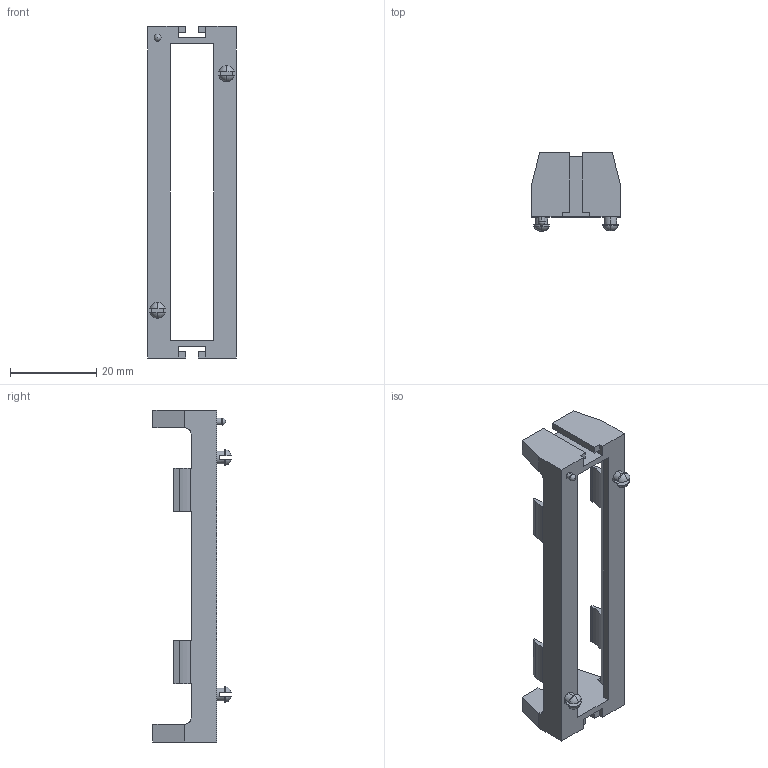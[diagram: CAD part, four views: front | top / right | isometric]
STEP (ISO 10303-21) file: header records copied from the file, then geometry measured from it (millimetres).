
FILE_DESCRIPTION (( 'STEP AP214' ), '1' );
FILE_NAME ('User Library-KEYS1042.STEP', '2022-04-01T20:58:44', ( '' ), ( '' ), 'SwSTEP 2.0', 'SolidWorks 2021', '' );
FILE_SCHEMA (( 'AUTOMOTIVE_DESIGN' ));
Length unit declared in the file: millimetre
Products named in the file (1): User Library-KEYS1042
Bounding box: 20.65 x 18.15 x 77.05 mm (x, y, z)
Volume: 5236.7 mm3; surface area: 5126.8 mm2
Topology: 1 solids, 1 shells, 123 faces, 352 edges, 234 vertices
Faces by surface type: plane 87, cylinder 26, torus 8, sphere 2
Entity records: 5475 total; most frequent: CARTESIAN_POINT 838, ORIENTED_EDGE 696, DIRECTION 664, EDGE_CURVE 348, VECTOR 248, LINE 248, VERTEX_POINT 232, AXIS2_PLACEMENT_3D 208
